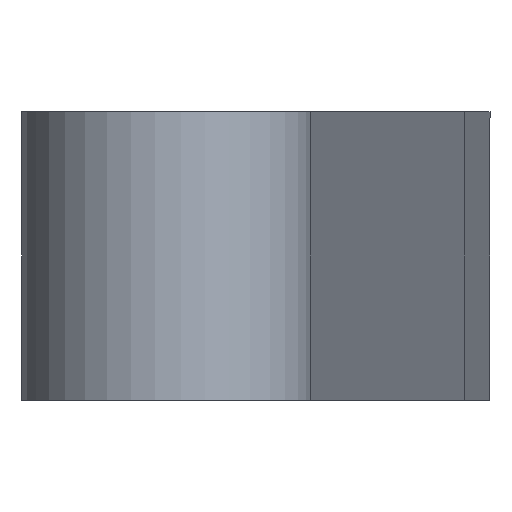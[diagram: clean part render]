
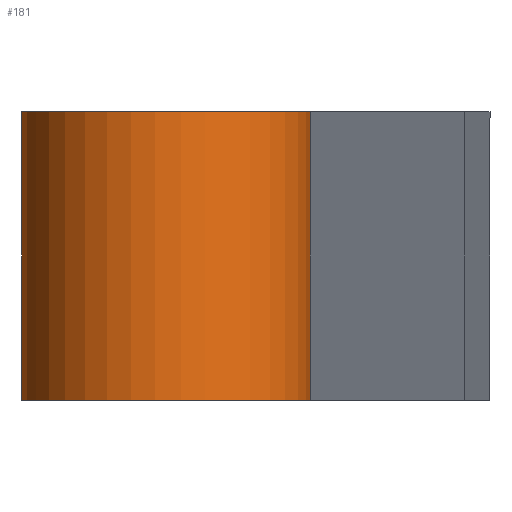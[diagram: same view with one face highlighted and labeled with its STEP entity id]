
A CAD part, left-side view. The second image highlights one B-rep face of the part: STEP entity #181.
In plain terms, the highlighted cylindrical face has radius 0.848 mm (diameter 1.695 mm), a partial arc.
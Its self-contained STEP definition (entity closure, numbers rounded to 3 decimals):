
#18=CYLINDRICAL_SURFACE('',#212,0.847);
#27=FACE_OUTER_BOUND('',#37,.T.);
#37=EDGE_LOOP('',(#155,#156,#157,#158));
#43=LINE('',#289,#59);
#54=LINE('',#316,#70);
#59=VECTOR('',#233,10.);
#70=VECTOR('',#262,10.);
#71=CIRCLE('',#198,0.847);
#78=CIRCLE('',#213,0.847);
#79=VERTEX_POINT('',#271);
#80=VERTEX_POINT('',#272);
#87=VERTEX_POINT('',#288);
#94=VERTEX_POINT('',#314);
#95=EDGE_CURVE('',#79,#80,#71,.T.);
#103=EDGE_CURVE('',#87,#80,#43,.T.);
#117=EDGE_CURVE('',#79,#94,#54,.T.);
#118=EDGE_CURVE('',#87,#94,#78,.T.);
#155=ORIENTED_EDGE('',*,*,#117,.T.);
#156=ORIENTED_EDGE('',*,*,#118,.F.);
#157=ORIENTED_EDGE('',*,*,#103,.T.);
#158=ORIENTED_EDGE('',*,*,#95,.F.);
#181=ADVANCED_FACE('',(#27),#18,.T.);
#198=AXIS2_PLACEMENT_3D('',#273,#219,#220);
#212=AXIS2_PLACEMENT_3D('',#317,#263,#264);
#213=AXIS2_PLACEMENT_3D('',#318,#265,#266);
#219=DIRECTION('center_axis',(0.,0.,-1.));
#220=DIRECTION('ref_axis',(1.,0.,0.));
#233=DIRECTION('',(0.,0.,-1.));
#262=DIRECTION('',(0.,0.,1.));
#263=DIRECTION('center_axis',(0.,0.,1.));
#264=DIRECTION('ref_axis',(-0.997,0.073,0.));
#265=DIRECTION('center_axis',(0.,0.,1.));
#266=DIRECTION('ref_axis',(1.,0.,0.));
#271=CARTESIAN_POINT('',(-12.013,38.203,14.915));
#272=CARTESIAN_POINT('',(-11.889,39.893,14.915));
#273=CARTESIAN_POINT('Origin',(-11.951,39.048,14.915));
#288=CARTESIAN_POINT('',(-11.889,39.893,16.61));
#289=CARTESIAN_POINT('',(-11.889,39.893,15.763));
#314=CARTESIAN_POINT('',(-12.013,38.203,16.61));
#316=CARTESIAN_POINT('',(-12.013,38.203,15.763));
#317=CARTESIAN_POINT('Origin',(-11.951,39.048,15.763));
#318=CARTESIAN_POINT('Origin',(-11.951,39.048,16.61));
